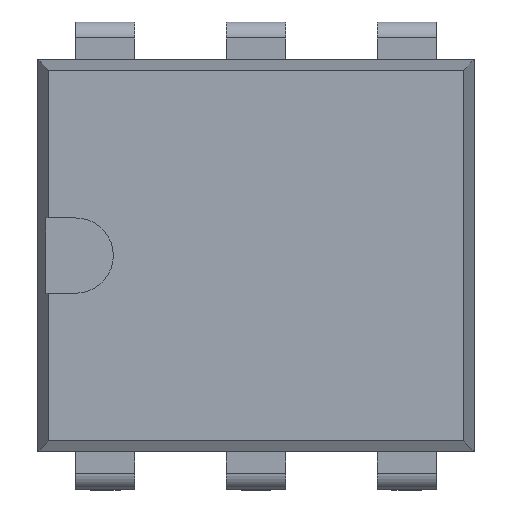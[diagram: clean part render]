
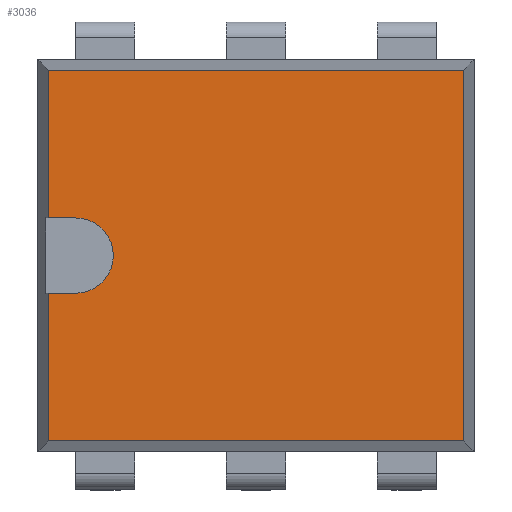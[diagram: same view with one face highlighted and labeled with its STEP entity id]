
A CAD part, top view. The second image highlights one B-rep face of the part: STEP entity #3036.
In plain terms, the highlighted planar face has unit normal (0, 0, 1).
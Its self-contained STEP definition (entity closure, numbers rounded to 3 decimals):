
#2964 = CARTESIAN_POINT ( 'NONE',  ( -3.499, 3.124, 4. ) ) ;
#2965 = VERTEX_POINT ( 'NONE', #2964 ) ;
#2966 = CARTESIAN_POINT ( 'NONE',  ( -3.499, 0.635, 4. ) ) ;
#2967 = VERTEX_POINT ( 'NONE', #2966 ) ;
#2968 = CARTESIAN_POINT ( 'NONE',  ( -3.499, 3.3, 4. ) ) ;
#2969 = DIRECTION ( 'NONE',  ( 0., -1., 0. ) ) ;
#2970 = VECTOR ( 'NONE', #2969, 1000. ) ;
#2971 = LINE ( 'NONE', #2968, #2970 ) ;
#2972 = EDGE_CURVE ( 'NONE', #2965, #2967, #2971, .T. ) ;
#2973 = ORIENTED_EDGE ( 'NONE', *, *, #2972, .T. ) ;
#2974 = CARTESIAN_POINT ( 'NONE',  ( -3.04, 0.635, 4. ) ) ;
#2975 = VERTEX_POINT ( 'NONE', #2974 ) ;
#2976 = CARTESIAN_POINT ( 'NONE',  ( -3.675, 0.635, 4. ) ) ;
#2977 = DIRECTION ( 'NONE',  ( -1., 0., 0. ) ) ;
#2978 = VECTOR ( 'NONE', #2977, 1000. ) ;
#2979 = LINE ( 'NONE', #2976, #2978 ) ;
#2980 = EDGE_CURVE ( 'NONE', #2975, #2967, #2979, .T. ) ;
#2981 = ORIENTED_EDGE ( 'NONE', *, *, #2980, .F. ) ;
#2982 = CARTESIAN_POINT ( 'NONE',  ( -3.04, -0.635, 4. ) ) ;
#2983 = VERTEX_POINT ( 'NONE', #2982 ) ;
#2984 = CARTESIAN_POINT ( 'NONE',  ( -3.04, 0., 4. ) ) ;
#2985 = DIRECTION ( 'NONE',  ( 0., 0., 1. ) ) ;
#2986 = DIRECTION ( 'NONE',  ( 0., 1., 0. ) ) ;
#2987 = AXIS2_PLACEMENT_3D ( 'NONE', #2984, #2985, #2986 ) ;
#2988 = CIRCLE ( 'NONE', #2987, 0.635) ;
#2989 = EDGE_CURVE ( 'NONE', #2983, #2975, #2988, .T. ) ;
#2990 = ORIENTED_EDGE ( 'NONE', *, *, #2989, .F. ) ;
#2991 = CARTESIAN_POINT ( 'NONE',  ( -3.499, -0.635, 4. ) ) ;
#2992 = VERTEX_POINT ( 'NONE', #2991 ) ;
#2993 = CARTESIAN_POINT ( 'NONE',  ( -3.675, -0.635, 4. ) ) ;
#2994 = DIRECTION ( 'NONE',  ( 1., 0., 0. ) ) ;
#2995 = VECTOR ( 'NONE', #2994, 1000. ) ;
#2996 = LINE ( 'NONE', #2993, #2995 ) ;
#2997 = EDGE_CURVE ( 'NONE', #2992, #2983, #2996, .T. ) ;
#2998 = ORIENTED_EDGE ( 'NONE', *, *, #2997, .F. ) ;
#2999 = CARTESIAN_POINT ( 'NONE',  ( -3.499, -3.124, 4. ) ) ;
#3000 = VERTEX_POINT ( 'NONE', #2999 ) ;
#3001 = CARTESIAN_POINT ( 'NONE',  ( -3.499, 3.3, 4. ) ) ;
#3002 = DIRECTION ( 'NONE',  ( 0., -1., 0. ) ) ;
#3003 = VECTOR ( 'NONE', #3002, 1000. ) ;
#3004 = LINE ( 'NONE', #3001, #3003 ) ;
#3005 = EDGE_CURVE ( 'NONE', #2992, #3000, #3004, .T. ) ;
#3006 = ORIENTED_EDGE ( 'NONE', *, *, #3005, .T. ) ;
#3007 = CARTESIAN_POINT ( 'NONE',  ( 3.499, -3.124, 4. ) ) ;
#3008 = VERTEX_POINT ( 'NONE', #3007 ) ;
#3009 = CARTESIAN_POINT ( 'NONE',  ( 3.675, -3.124, 4. ) ) ;
#3010 = DIRECTION ( 'NONE',  ( 1., 0., 0. ) ) ;
#3011 = VECTOR ( 'NONE', #3010, 1000. ) ;
#3012 = LINE ( 'NONE', #3009, #3011 ) ;
#3013 = EDGE_CURVE ( 'NONE', #3000, #3008, #3012, .T. ) ;
#3014 = ORIENTED_EDGE ( 'NONE', *, *, #3013, .T. ) ;
#3015 = CARTESIAN_POINT ( 'NONE',  ( 3.499, 3.124, 4. ) ) ;
#3016 = VERTEX_POINT ( 'NONE', #3015 ) ;
#3017 = CARTESIAN_POINT ( 'NONE',  ( 3.499, 3.3, 4. ) ) ;
#3018 = DIRECTION ( 'NONE',  ( 0., 1., 0. ) ) ;
#3019 = VECTOR ( 'NONE', #3018, 1000. ) ;
#3020 = LINE ( 'NONE', #3017, #3019 ) ;
#3021 = EDGE_CURVE ( 'NONE', #3008, #3016, #3020, .T. ) ;
#3022 = ORIENTED_EDGE ( 'NONE', *, *, #3021, .T. ) ;
#3023 = CARTESIAN_POINT ( 'NONE',  ( 3.675, 3.124, 4. ) ) ;
#3024 = DIRECTION ( 'NONE',  ( -1., 0., 0. ) ) ;
#3025 = VECTOR ( 'NONE', #3024, 1000. ) ;
#3026 = LINE ( 'NONE', #3023, #3025 ) ;
#3027 = EDGE_CURVE ( 'NONE', #3016, #2965, #3026, .T. ) ;
#3028 = ORIENTED_EDGE ( 'NONE', *, *, #3027, .T. ) ;
#3029 = EDGE_LOOP ( 'NONE', ( #2973, #2981, #2990, #2998, #3006, #3014, #3022, #3028 ) ) ;
#3030 = FACE_OUTER_BOUND ( 'NONE', #3029, .T. ) ;
#3031 = CARTESIAN_POINT ( 'NONE',  ( 3.675, 3.3, 4. ) ) ;
#3032 = DIRECTION ( 'NONE',  ( 0., 0., -1. ) ) ;
#3033 = DIRECTION ( 'NONE',  ( 0., 1., 0. ) ) ;
#3034 = AXIS2_PLACEMENT_3D ( 'NONE', #3031, #3032, #3033 ) ;
#3035 = PLANE ( 'NONE', #3034 ) ;
#3036 = ADVANCED_FACE ( 'NONE', ( #3030 ), #3035, .F. ) ;
